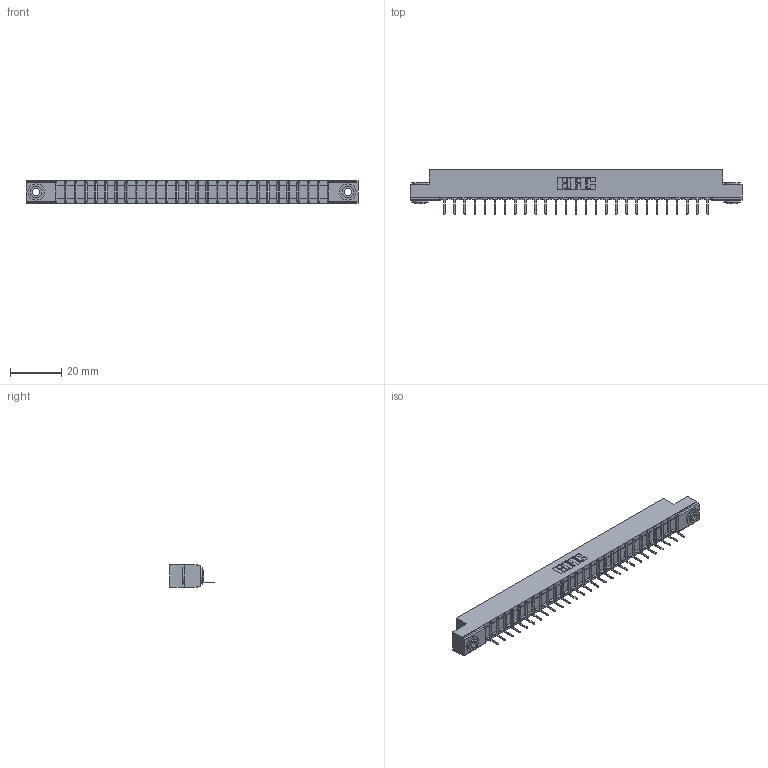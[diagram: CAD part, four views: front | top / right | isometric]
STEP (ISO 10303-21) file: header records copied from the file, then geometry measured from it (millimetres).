
FILE_DESCRIPTION (( 'STEP AP203' ), '1' );
FILE_NAME ('307-027-531-103.STEP', '2019-09-03T22:19:33', ( '' ), ( '' ), 'SwSTEP 2.0', 'SolidWorks 2016', '' );
FILE_SCHEMA (( 'CONFIG_CONTROL_DESIGN' ));
Length unit declared in the file: inch
Products named in the file (4): 307-290-001_531; 345-250-002_345-250-002-102; 307 Part_.156 Dia Mounting Holes; 307-027-531-103
Assembly tree (30 placements, depth 2):
  307-027-531-103
    307 Part_.156 Dia Mounting Holes
    307-290-001_531  x27
    345-250-002_345-250-002-102  x2
Bounding box: 130 x 17.42 x 8.71 mm (x, y, z)
Volume: 8146.9 mm3; surface area: 12795 mm2
Topology: 30 solids, 30 shells, 1710 faces, 4809 edges, 3090 vertices
Faces by surface type: plane 1093, cylinder 553, sphere 56, cone 8
Entity records: 26029 total; most frequent: CARTESIAN_POINT 4357, ORIENTED_EDGE 4334, DIRECTION 4261, EDGE_CURVE 2167, VECTOR 1649, LINE 1649, VERTEX_POINT 1402, AXIS2_PLACEMENT_3D 1306
